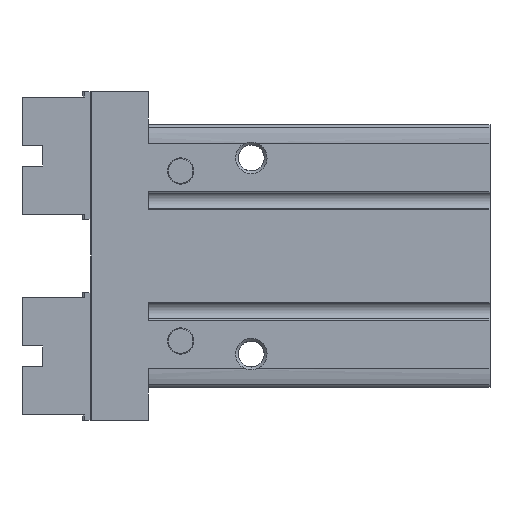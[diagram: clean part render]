
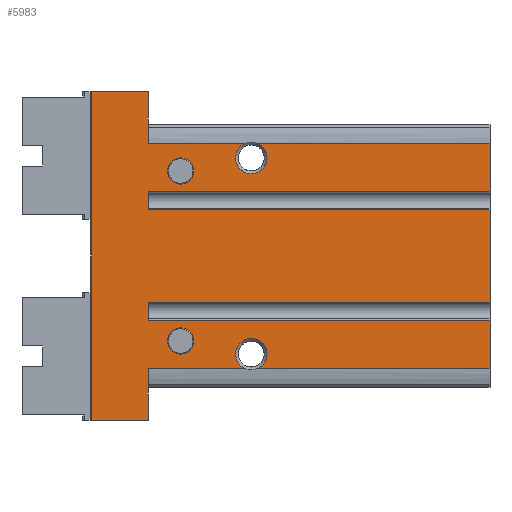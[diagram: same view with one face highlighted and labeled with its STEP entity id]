
A CAD part, left-side view. The second image highlights one B-rep face of the part: STEP entity #5983.
In plain terms, the highlighted face is planar.
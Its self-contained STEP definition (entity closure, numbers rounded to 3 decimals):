
#82=PLANE('',#6482);
#319=LINE('',#9126,#835);
#355=LINE('',#9280,#871);
#360=LINE('',#9304,#876);
#393=LINE('',#9447,#909);
#395=LINE('',#9452,#911);
#396=LINE('',#9460,#912);
#398=LINE('',#9465,#914);
#402=LINE('',#9479,#918);
#403=LINE('',#9481,#919);
#404=LINE('',#9483,#920);
#405=LINE('',#9484,#921);
#406=LINE('',#9486,#922);
#407=LINE('',#9488,#923);
#408=LINE('',#9490,#924);
#409=LINE('',#9492,#925);
#410=LINE('',#9494,#926);
#411=LINE('',#9496,#927);
#412=LINE('',#9498,#928);
#835=VECTOR('',#7156,1000.);
#871=VECTOR('',#7276,1000.);
#876=VECTOR('',#7295,1000.);
#909=VECTOR('',#7390,1000.);
#911=VECTOR('',#7394,1000.);
#912=VECTOR('',#7397,1000.);
#914=VECTOR('',#7401,1000.);
#918=VECTOR('',#7417,1000.);
#919=VECTOR('',#7418,1000.);
#920=VECTOR('',#7419,1000.);
#921=VECTOR('',#7420,1000.);
#922=VECTOR('',#7421,1000.);
#923=VECTOR('',#7422,1000.);
#924=VECTOR('',#7425,1000.);
#925=VECTOR('',#7426,1000.);
#926=VECTOR('',#7427,1000.);
#927=VECTOR('',#7428,1000.);
#928=VECTOR('',#7429,1000.);
#1587=ORIENTED_EDGE('',*,*,#3068,.F.);
#1588=ORIENTED_EDGE('',*,*,#3072,.F.);
#1589=ORIENTED_EDGE('',*,*,#3129,.T.);
#1590=ORIENTED_EDGE('',*,*,#3296,.F.);
#1591=ORIENTED_EDGE('',*,*,#3297,.T.);
#1592=ORIENTED_EDGE('',*,*,#3298,.T.);
#1593=ORIENTED_EDGE('',*,*,#3219,.T.);
#1594=ORIENTED_EDGE('',*,*,#3299,.F.);
#1595=ORIENTED_EDGE('',*,*,#3300,.T.);
#1596=ORIENTED_EDGE('',*,*,#3301,.T.);
#1597=ORIENTED_EDGE('',*,*,#3207,.T.);
#1598=ORIENTED_EDGE('',*,*,#3286,.F.);
#1599=ORIENTED_EDGE('',*,*,#3302,.F.);
#1600=ORIENTED_EDGE('',*,*,#3289,.F.);
#1601=ORIENTED_EDGE('',*,*,#3303,.F.);
#1602=ORIENTED_EDGE('',*,*,#3304,.F.);
#1603=ORIENTED_EDGE('',*,*,#3305,.T.);
#1604=ORIENTED_EDGE('',*,*,#3306,.T.);
#1605=ORIENTED_EDGE('',*,*,#3307,.F.);
#1606=ORIENTED_EDGE('',*,*,#3281,.T.);
#1607=ORIENTED_EDGE('',*,*,#3308,.F.);
#1608=ORIENTED_EDGE('',*,*,#3284,.T.);
#3068=EDGE_CURVE('',#3940,#3940,#4550,.T.);
#3072=EDGE_CURVE('',#3944,#3944,#4554,.T.);
#3129=EDGE_CURVE('',#3994,#3993,#319,.T.);
#3207=EDGE_CURVE('',#4070,#4069,#355,.T.);
#3219=EDGE_CURVE('',#4082,#4081,#360,.T.);
#3281=EDGE_CURVE('',#4133,#4131,#393,.T.);
#3284=EDGE_CURVE('',#4132,#3994,#395,.T.);
#3286=EDGE_CURVE('',#4135,#4069,#396,.T.);
#3289=EDGE_CURVE('',#4138,#4136,#398,.T.);
#3296=EDGE_CURVE('',#4143,#3993,#402,.T.);
#3297=EDGE_CURVE('',#4143,#4144,#403,.T.);
#3298=EDGE_CURVE('',#4144,#4082,#404,.T.);
#3299=EDGE_CURVE('',#4145,#4081,#405,.T.);
#3300=EDGE_CURVE('',#4145,#4146,#406,.T.);
#3301=EDGE_CURVE('',#4146,#4070,#407,.T.);
#3302=EDGE_CURVE('',#4136,#4135,#4646,.T.);
#3303=EDGE_CURVE('',#4147,#4138,#408,.T.);
#3304=EDGE_CURVE('',#4148,#4147,#409,.T.);
#3305=EDGE_CURVE('',#4148,#4149,#410,.T.);
#3306=EDGE_CURVE('',#4149,#4150,#411,.T.);
#3307=EDGE_CURVE('',#4133,#4150,#412,.T.);
#3308=EDGE_CURVE('',#4132,#4131,#4647,.F.);
#3940=VERTEX_POINT('',#8957);
#3944=VERTEX_POINT('',#8967);
#3993=VERTEX_POINT('',#9125);
#3994=VERTEX_POINT('',#9127);
#4069=VERTEX_POINT('',#9279);
#4070=VERTEX_POINT('',#9281);
#4081=VERTEX_POINT('',#9303);
#4082=VERTEX_POINT('',#9305);
#4131=VERTEX_POINT('',#9445);
#4132=VERTEX_POINT('',#9446);
#4133=VERTEX_POINT('',#9448);
#4135=VERTEX_POINT('',#9458);
#4136=VERTEX_POINT('',#9459);
#4138=VERTEX_POINT('',#9464);
#4143=VERTEX_POINT('',#9480);
#4144=VERTEX_POINT('',#9482);
#4145=VERTEX_POINT('',#9485);
#4146=VERTEX_POINT('',#9487);
#4147=VERTEX_POINT('',#9491);
#4148=VERTEX_POINT('',#9493);
#4149=VERTEX_POINT('',#9495);
#4150=VERTEX_POINT('',#9497);
#4550=CIRCLE('',#6359,2.5);
#4554=CIRCLE('',#6365,2.5);
#4646=CIRCLE('',#6483,3.);
#4647=CIRCLE('',#6484,3.);
#4920=EDGE_LOOP('',(#1587));
#4921=EDGE_LOOP('',(#1588));
#4922=EDGE_LOOP('',(#1589,#1590,#1591,#1592,#1593,#1594,#1595,#1596,#1597,
#1598,#1599,#1600,#1601,#1602,#1603,#1604,#1605,#1606,#1607,#1608));
#5386=FACE_BOUND('',#4920,.T.);
#5387=FACE_BOUND('',#4921,.T.);
#5388=FACE_BOUND('',#4922,.T.);
#5983=ADVANCED_FACE('',(#5386,#5387,#5388),#82,.F.);
#6359=AXIS2_PLACEMENT_3D('',#8956,#7057,#7058);
#6365=AXIS2_PLACEMENT_3D('',#8966,#7069,#7070);
#6482=AXIS2_PLACEMENT_3D('',#9478,#7415,#7416);
#6483=AXIS2_PLACEMENT_3D('',#9489,#7423,#7424);
#6484=AXIS2_PLACEMENT_3D('',#9499,#7430,#7431);
#7057=DIRECTION('',(0.,0.,1.));
#7058=DIRECTION('',(1.,0.,0.));
#7069=DIRECTION('',(0.,0.,1.));
#7070=DIRECTION('',(1.,0.,0.));
#7156=DIRECTION('',(1.,0.,0.));
#7276=DIRECTION('',(1.,0.,0.));
#7295=DIRECTION('',(1.,0.,0.));
#7390=DIRECTION('',(0.,-1.,0.));
#7394=DIRECTION('',(0.,-1.,0.));
#7397=DIRECTION('',(0.,-1.,0.));
#7401=DIRECTION('',(0.,-1.,0.));
#7415=DIRECTION('',(0.,0.,-1.));
#7416=DIRECTION('',(-1.,0.,0.));
#7417=DIRECTION('',(0.,-1.,0.));
#7418=DIRECTION('',(1.,0.,0.));
#7419=DIRECTION('',(0.,-1.,0.));
#7420=DIRECTION('',(0.,-1.,0.));
#7421=DIRECTION('',(1.,0.,0.));
#7422=DIRECTION('',(0.,-1.,0.));
#7423=DIRECTION('',(0.,0.,1.));
#7424=DIRECTION('',(1.,0.,0.));
#7425=DIRECTION('',(-1.,0.,0.));
#7426=DIRECTION('',(0.,-1.,0.));
#7427=DIRECTION('',(-1.,0.,0.));
#7428=DIRECTION('',(0.,-1.,0.));
#7429=DIRECTION('',(-1.,0.,0.));
#7430=DIRECTION('',(0.,0.,-1.));
#7431=DIRECTION('',(-1.,0.,0.));
#8956=CARTESIAN_POINT('',(-16.2,58.96,16.5));
#8957=CARTESIAN_POINT('',(-13.7,58.96,16.5));
#8966=CARTESIAN_POINT('',(16.2,58.96,16.5));
#8967=CARTESIAN_POINT('',(18.7,58.96,16.5));
#9125=CARTESIAN_POINT('',(-12.2,0.,16.5));
#9126=CARTESIAN_POINT('',(-21.5,0.,16.5));
#9127=CARTESIAN_POINT('',(-21.5,0.,16.5));
#9279=CARTESIAN_POINT('',(21.5,0.,16.5));
#9280=CARTESIAN_POINT('',(-21.5,0.,16.5));
#9281=CARTESIAN_POINT('',(12.2,0.,16.5));
#9303=CARTESIAN_POINT('',(8.8,0.,16.5));
#9304=CARTESIAN_POINT('',(-21.5,0.,16.5));
#9305=CARTESIAN_POINT('',(-8.8,0.,16.5));
#9445=CARTESIAN_POINT('',(-21.5,46.577,16.5));
#9446=CARTESIAN_POINT('',(-21.5,44.423,16.5));
#9447=CARTESIAN_POINT('',(-21.5,65.1,16.5));
#9448=CARTESIAN_POINT('',(-21.5,65.1,16.5));
#9452=CARTESIAN_POINT('',(-21.5,65.1,16.5));
#9458=CARTESIAN_POINT('',(21.5,44.423,16.5));
#9459=CARTESIAN_POINT('',(21.5,46.577,16.5));
#9460=CARTESIAN_POINT('',(21.5,65.1,16.5));
#9464=CARTESIAN_POINT('',(21.5,65.1,16.5));
#9465=CARTESIAN_POINT('',(21.5,65.1,16.5));
#9478=CARTESIAN_POINT('',(-21.5,65.1,16.5));
#9479=CARTESIAN_POINT('',(-12.2,65.1,16.5));
#9480=CARTESIAN_POINT('',(-12.2,65.1,16.5));
#9481=CARTESIAN_POINT('',(-12.2,65.1,16.5));
#9482=CARTESIAN_POINT('',(-8.8,65.1,16.5));
#9483=CARTESIAN_POINT('',(-8.8,65.1,16.5));
#9484=CARTESIAN_POINT('',(8.8,65.1,16.5));
#9485=CARTESIAN_POINT('',(8.8,65.1,16.5));
#9486=CARTESIAN_POINT('',(8.8,65.1,16.5));
#9487=CARTESIAN_POINT('',(12.2,65.1,16.5));
#9488=CARTESIAN_POINT('',(12.2,65.1,16.5));
#9489=CARTESIAN_POINT('',(18.7,45.5,16.5));
#9490=CARTESIAN_POINT('',(31.3,65.1,16.5));
#9491=CARTESIAN_POINT('',(31.3,65.1,16.5));
#9492=CARTESIAN_POINT('',(31.3,75.9,16.5));
#9493=CARTESIAN_POINT('',(31.3,75.9,16.5));
#9494=CARTESIAN_POINT('',(31.3,75.9,16.5));
#9495=CARTESIAN_POINT('',(-31.3,75.9,16.5));
#9496=CARTESIAN_POINT('',(-31.3,75.9,16.5));
#9497=CARTESIAN_POINT('',(-31.3,65.1,16.5));
#9498=CARTESIAN_POINT('',(31.3,65.1,16.5));
#9499=CARTESIAN_POINT('',(-18.7,45.5,16.5));
